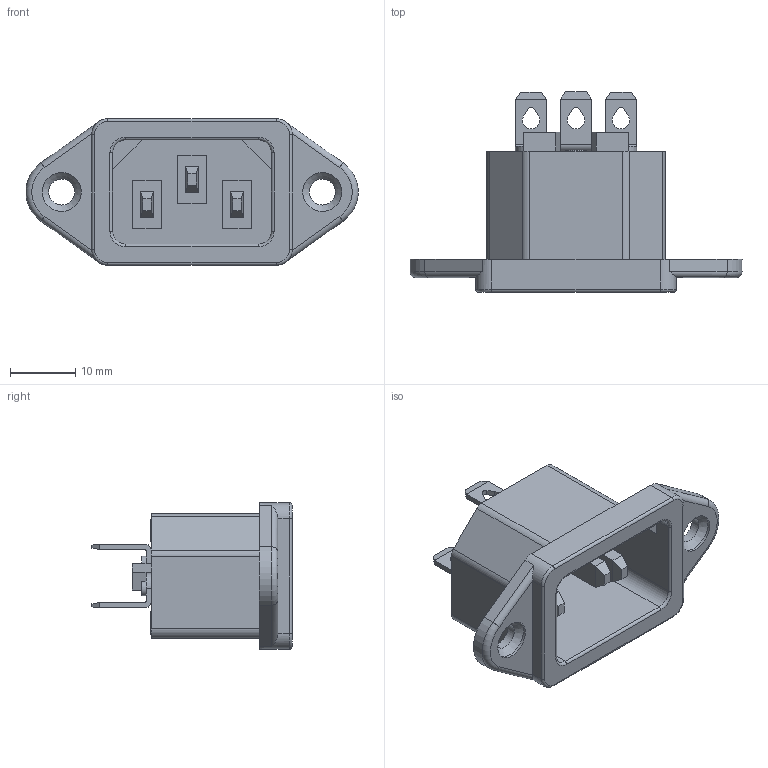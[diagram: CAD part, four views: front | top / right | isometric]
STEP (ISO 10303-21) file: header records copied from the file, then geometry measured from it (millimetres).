
FILE_DESCRIPTION(/* description */ ('STEP AP214'),/* implementation_level */ '2;1');
FILE_NAME(/* name */ '63c0a1a868864c73e4061d51',/* time_stamp */ '2023-01-13T00:11:21+00:00',/* author */ (''),/* organization */ (''),/* preprocessor_version */ 'ST-DEVELOPER v18.102',/* originating_system */ ' ',/* authorisation */ ' ');
FILE_SCHEMA (('AUTOMOTIVE_DESIGN {1 0 10303 214 3 1 1}'));
Length unit declared in the file: metre
Products named in the file (1): Part 1
Bounding box: 50.96 x 30.7 x 22.5 mm (x, y, z)
Volume: 5560.7 mm3; surface area: 6451.1 mm2
Topology: 1 solids, 1 shells, 227 faces, 565 edges, 361 vertices
Faces by surface type: plane 161, cylinder 52, torus 10, cone 2, bspline 2
Full cylindrical faces by diameter (mm): 2.2 x3, 3.35 x1, 4 x2, 6 x2
Entity records: 7485 total; most frequent: CARTESIAN_POINT 1180, DIRECTION 1112, ORIENTED_EDGE 1108, EDGE_CURVE 554, LINE 432, VECTOR 432, VERTEX_POINT 360, AXIS2_PLACEMENT_3D 340
